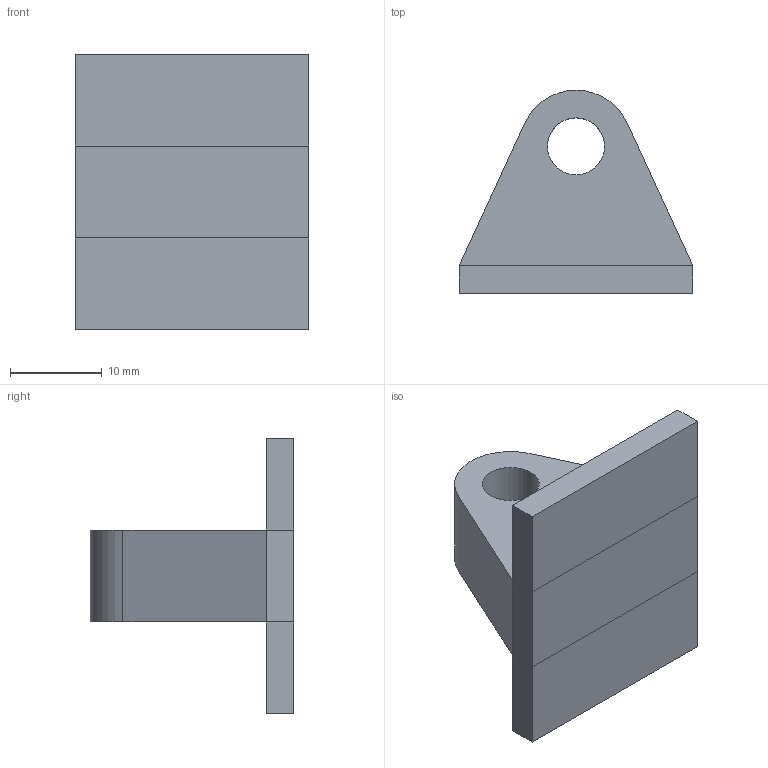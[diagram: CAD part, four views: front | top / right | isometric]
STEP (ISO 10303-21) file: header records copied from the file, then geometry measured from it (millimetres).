
FILE_DESCRIPTION (( 'STEP AP203' ), '1' );
FILE_NAME ('Shaft_guide_block.STEP_Default_sldprt.STEP', '2020-12-08T06:44:19', ( 'user' ), ( '' ), 'SwSTEP 2.0', 'SolidWorks 2020', '' );
FILE_SCHEMA (( 'CONFIG_CONTROL_DESIGN' ));
Length unit declared in the file: millimetre
Products named in the file (1): Shaft_guide_block.STEP_Default_sldprt
Bounding box: 25.4 x 22.1 x 30 mm (x, y, z)
Volume: 5103.3 mm3; surface area: 3146.8 mm2
Topology: 3 solids, 3 shells, 22 faces, 48 edges, 32 vertices
Faces by surface type: plane 19, cylinder 3
Entity records: 675 total; most frequent: CARTESIAN_POINT 103, DIRECTION 100, ORIENTED_EDGE 96, EDGE_CURVE 48, VECTOR 42, LINE 42, VERTEX_POINT 32, AXIS2_PLACEMENT_3D 29
